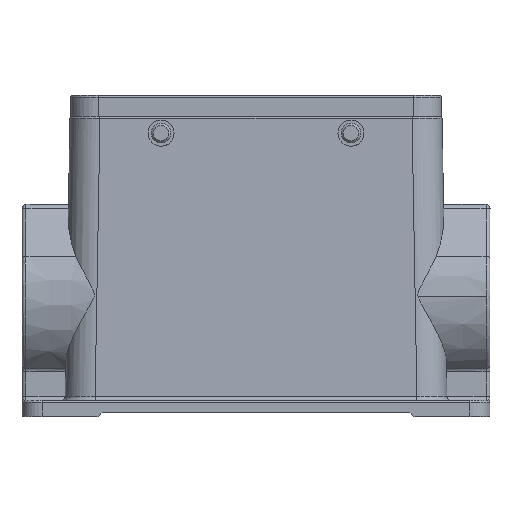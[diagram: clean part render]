
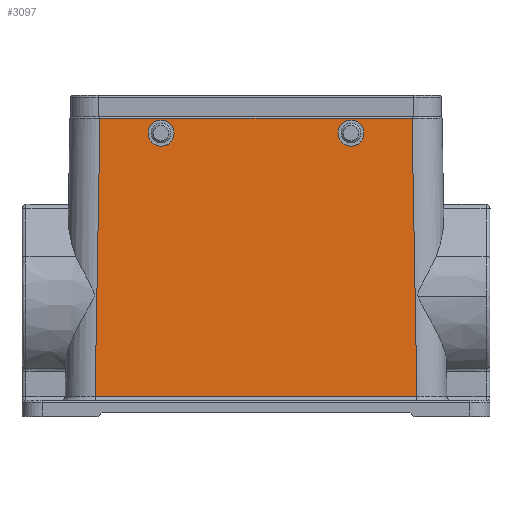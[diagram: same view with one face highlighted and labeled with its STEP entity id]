
A CAD part, top view. The second image highlights one B-rep face of the part: STEP entity #3097.
In plain terms, the highlighted planar face has unit normal (0, 0.018, 1).
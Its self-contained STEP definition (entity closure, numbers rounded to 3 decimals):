
#74 = FACE_BOUND ( 'NONE', #569, .T. ) ;
#91 = AXIS2_PLACEMENT_3D ( 'NONE', #11640, #11641, #11642 ) ;
#207 = FACE_BOUND ( 'NONE', #483, .T. ) ;
#213 = FACE_OUTER_BOUND ( 'NONE', #477, .T. ) ;
#248 =( BOUNDED_CURVE ( )  B_SPLINE_CURVE ( 3, ( #5392, #5393, #5394, #5395 ),
 .UNSPECIFIED., .F., .F. ) 
 B_SPLINE_CURVE_WITH_KNOTS ( ( 4, 4 ),
 ( 4.712, 7.854 ),
 .UNSPECIFIED. ) 
 CURVE ( )  GEOMETRIC_REPRESENTATION_ITEM ( )  RATIONAL_B_SPLINE_CURVE ( ( 1., 0.333, 0.333, 1. ) ) 
 REPRESENTATION_ITEM ( '' )  );
#477 = EDGE_LOOP ( 'NONE', ( #13349, #10041, #13433, #13430 ) ) ;
#483 = EDGE_LOOP ( 'NONE', ( #13414, #13486 ) ) ;
#569 = EDGE_LOOP ( 'NONE', ( #13404, #10031 ) ) ;
#1433 = VECTOR ( 'NONE', #5420, 1000. ) ;
#1465 = VECTOR ( 'NONE', #5681, 1000. ) ;
#1513 = VECTOR ( 'NONE', #6089, 1000. ) ;
#1515 = VECTOR ( 'NONE', #6095, 1000. ) ;
#3097 = ADVANCED_FACE ( 'NONE', ( #207, #213, #74 ), #11639, .T. ) ;
#3950 = CARTESIAN_POINT ( 'NONE',  ( -40.223, -19.017, 22.722 ) ) ;
#3952 = CARTESIAN_POINT ( 'NONE',  ( -39.01, 50.509, 21.509 ) ) ;
#3954 = CARTESIAN_POINT ( 'NONE',  ( 39.01, 50.509, 21.509 ) ) ;
#4047 = CARTESIAN_POINT ( 'NONE',  ( -27., 46.8, 21.573 ) ) ;
#4056 = CARTESIAN_POINT ( 'NONE',  ( 40.223, -19.017, 22.722 ) ) ;
#4097 = CARTESIAN_POINT ( 'NONE',  ( 20.5, 46.8, 21.573 ) ) ;
#4164 = CARTESIAN_POINT ( 'NONE',  ( -20.5, 46.8, 21.573 ) ) ;
#4166 = CARTESIAN_POINT ( 'NONE',  ( 27., 46.8, 21.573 ) ) ;
#5392 = CARTESIAN_POINT ( 'NONE',  ( 20.5, 46.8, 21.573 ) ) ;
#5393 = CARTESIAN_POINT ( 'NONE',  ( 20.5, 53.3, 21.46 ) ) ;
#5394 = CARTESIAN_POINT ( 'NONE',  ( 27., 53.3, 21.46 ) ) ;
#5395 = CARTESIAN_POINT ( 'NONE',  ( 27., 46.8, 21.573 ) ) ;
#5418 = LINE ( 'NONE', #5419, #1433 ) ;
#5419 = CARTESIAN_POINT ( 'NONE',  ( 40.223, -19.017, 22.722 ) ) ;
#5420 = DIRECTION ( 'NONE',  ( -0.017, 1., -0.017 ) ) ;
#5679 = LINE ( 'NONE', #5680, #1465 ) ;
#5680 = CARTESIAN_POINT ( 'NONE',  ( -49.298, 50.509, 21.509 ) ) ;
#5681 = DIRECTION ( 'NONE',  ( -1., 0., 0. ) ) ;
#5819 = CARTESIAN_POINT ( 'NONE',  ( -27., 46.8, 21.573 ) ) ;
#5820 = CARTESIAN_POINT ( 'NONE',  ( -27., 53.3, 21.46 ) ) ;
#5821 = CARTESIAN_POINT ( 'NONE',  ( -20.5, 53.3, 21.46 ) ) ;
#5822 = CARTESIAN_POINT ( 'NONE',  ( -20.5, 46.8, 21.573 ) ) ;
#5928 = CARTESIAN_POINT ( 'NONE',  ( 27., 46.8, 21.573 ) ) ;
#5929 = CARTESIAN_POINT ( 'NONE',  ( 27., 40.3, 21.687 ) ) ;
#5930 = CARTESIAN_POINT ( 'NONE',  ( 20.5, 40.3, 21.687 ) ) ;
#5931 = CARTESIAN_POINT ( 'NONE',  ( 20.5, 46.8, 21.573 ) ) ;
#6087 = LINE ( 'NONE', #6088, #1513 ) ;
#6088 = CARTESIAN_POINT ( 'NONE',  ( -39.01, 50.509, 21.509 ) ) ;
#6089 = DIRECTION ( 'NONE',  ( -0.017, -1., 0.017 ) ) ;
#6093 = LINE ( 'NONE', #6094, #1515 ) ;
#6094 = CARTESIAN_POINT ( 'NONE',  ( -49.298, -19.017, 22.722 ) ) ;
#6095 = DIRECTION ( 'NONE',  ( 1., 0., 0. ) ) ;
#6155 = CARTESIAN_POINT ( 'NONE',  ( -20.5, 46.8, 21.573 ) ) ;
#6156 = CARTESIAN_POINT ( 'NONE',  ( -20.5, 40.3, 21.687 ) ) ;
#6157 = CARTESIAN_POINT ( 'NONE',  ( -27., 40.3, 21.687 ) ) ;
#6158 = CARTESIAN_POINT ( 'NONE',  ( -27., 46.8, 21.573 ) ) ;
#9617 = VERTEX_POINT ( 'NONE', #3950 ) ;
#9619 = VERTEX_POINT ( 'NONE', #3952 ) ;
#9621 = VERTEX_POINT ( 'NONE', #3954 ) ;
#9714 = VERTEX_POINT ( 'NONE', #4047 ) ;
#9723 = VERTEX_POINT ( 'NONE', #4056 ) ;
#9764 = VERTEX_POINT ( 'NONE', #4097 ) ;
#9833 = VERTEX_POINT ( 'NONE', #4164 ) ;
#9835 = VERTEX_POINT ( 'NONE', #4166 ) ;
#9838 =( BOUNDED_CURVE ( )  B_SPLINE_CURVE ( 3, ( #5819, #5820, #5821, #5822 ),
 .UNSPECIFIED., .F., .F. ) 
 B_SPLINE_CURVE_WITH_KNOTS ( ( 4, 4 ),
 ( 4.712, 7.854 ),
 .UNSPECIFIED. ) 
 CURVE ( )  GEOMETRIC_REPRESENTATION_ITEM ( )  RATIONAL_B_SPLINE_CURVE ( ( 1., 0.333, 0.333, 1. ) ) 
 REPRESENTATION_ITEM ( '' )  );
#9870 =( BOUNDED_CURVE ( )  B_SPLINE_CURVE ( 3, ( #6155, #6156, #6157, #6158 ),
 .UNSPECIFIED., .F., .F. ) 
 B_SPLINE_CURVE_WITH_KNOTS ( ( 4, 4 ),
 ( 1.571, 4.712 ),
 .UNSPECIFIED. ) 
 CURVE ( )  GEOMETRIC_REPRESENTATION_ITEM ( )  RATIONAL_B_SPLINE_CURVE ( ( 1., 0.333, 0.333, 1. ) ) 
 REPRESENTATION_ITEM ( '' )  );
#9891 =( BOUNDED_CURVE ( )  B_SPLINE_CURVE ( 3, ( #5928, #5929, #5930, #5931 ),
 .UNSPECIFIED., .F., .F. ) 
 B_SPLINE_CURVE_WITH_KNOTS ( ( 4, 4 ),
 ( 1.571, 4.712 ),
 .UNSPECIFIED. ) 
 CURVE ( )  GEOMETRIC_REPRESENTATION_ITEM ( )  RATIONAL_B_SPLINE_CURVE ( ( 1., 0.333, 0.333, 1. ) ) 
 REPRESENTATION_ITEM ( '' )  );
#10031 = ORIENTED_EDGE ( 'NONE', *, *, #10914, .T. ) ;
#10041 = ORIENTED_EDGE ( 'NONE', *, *, #10831, .T. ) ;
#10779 = EDGE_CURVE ( 'NONE', #9764, #9835, #248, .T. ) ;
#10787 = EDGE_CURVE ( 'NONE', #9723, #9621, #5418, .T. ) ;
#10831 = EDGE_CURVE ( 'NONE', #9621, #9619, #5679, .T. ) ;
#10852 = EDGE_CURVE ( 'NONE', #9714, #9833, #9838, .T. ) ;
#10871 = EDGE_CURVE ( 'NONE', #9835, #9764, #9891, .T. ) ;
#10901 = EDGE_CURVE ( 'NONE', #9619, #9617, #6087, .T. ) ;
#10903 = EDGE_CURVE ( 'NONE', #9617, #9723, #6093, .T. ) ;
#10914 = EDGE_CURVE ( 'NONE', #9833, #9714, #9870, .T. ) ;
#11639 = PLANE ( 'NONE',  #91 ) ;
#11640 = CARTESIAN_POINT ( 'NONE',  ( -49.298, 51., 21.5 ) ) ;
#11641 = DIRECTION ( 'NONE',  ( 0., 0.017, 1. ) ) ;
#11642 = DIRECTION ( 'NONE',  ( 0., -1., 0.017 ) ) ;
#13349 = ORIENTED_EDGE ( 'NONE', *, *, #10787, .T. ) ;
#13404 = ORIENTED_EDGE ( 'NONE', *, *, #10852, .T. ) ;
#13414 = ORIENTED_EDGE ( 'NONE', *, *, #10871, .T. ) ;
#13430 = ORIENTED_EDGE ( 'NONE', *, *, #10903, .T. ) ;
#13433 = ORIENTED_EDGE ( 'NONE', *, *, #10901, .T. ) ;
#13486 = ORIENTED_EDGE ( 'NONE', *, *, #10779, .T. ) ;
